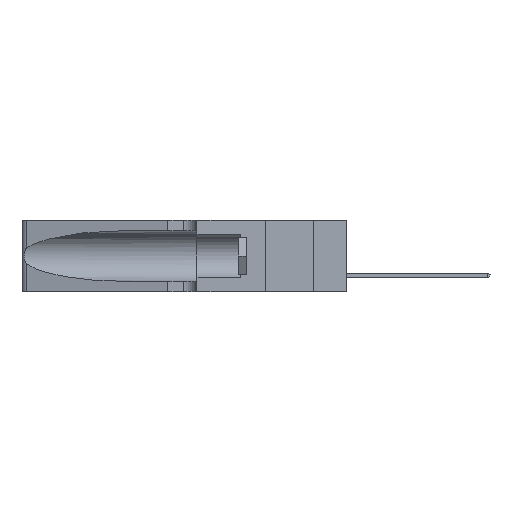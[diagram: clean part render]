
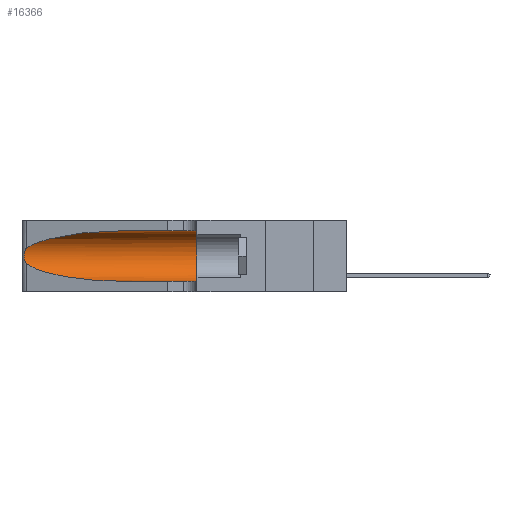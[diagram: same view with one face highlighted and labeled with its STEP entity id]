
A CAD part, left-side view. The second image highlights one B-rep face of the part: STEP entity #16366.
In plain terms, the highlighted cylindrical face has radius 3.308 mm (diameter 6.617 mm), a partial arc.
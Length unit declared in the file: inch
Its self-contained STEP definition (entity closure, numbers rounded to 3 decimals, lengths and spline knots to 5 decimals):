
#241 = CARTESIAN_POINT ( 'NONE',  ( 0.1305, 0.72297, 0.31525 ) ) ;
#430 = ORIENTED_EDGE ( 'NONE', *, *, #29275, .F. ) ;
#578 = EDGE_CURVE ( 'NONE', #19405, #3886, #21391, .T. ) ;
#1034 = VERTEX_POINT ( 'NONE', #241 ) ;
#1247 = CARTESIAN_POINT ( 'NONE',  ( 0.26075, 1.23896, 0.19203 ) ) ;
#2434 = CARTESIAN_POINT ( 'NONE',  ( 0.25487, 1.22718, 0.14631 ) ) ;
#2451 = DIRECTION ( 'NONE',  ( 0., -1., 0. ) ) ;
#3100 = CARTESIAN_POINT ( 'NONE',  ( 0.1305, 0.35, 0.31525 ) ) ;
#3189 = CARTESIAN_POINT ( 'NONE',  ( 0.25555, 1.22994, 0.2215 ) ) ;
#3632 = CARTESIAN_POINT ( 'NONE',  ( 0.25487, 1.22718, 0.14631 ) ) ;
#3664 =( BOUNDED_CURVE ( )  B_SPLINE_CURVE ( 3, ( #13217, #6578, #21247, #12120 ),
 .UNSPECIFIED., .F., .F. ) 
 B_SPLINE_CURVE_WITH_KNOTS ( ( 4, 4 ),
 ( 1.5708, 2.84003 ),
 .UNSPECIFIED. ) 
 CURVE ( )  GEOMETRIC_REPRESENTATION_ITEM ( )  RATIONAL_B_SPLINE_CURVE ( ( 1., 0.87, 0.87, 1. ) ) 
 REPRESENTATION_ITEM ( '' )  );
#3886 = VERTEX_POINT ( 'NONE', #22248 ) ;
#5425 = VECTOR ( 'NONE', #2451, 39.37008 ) ;
#5549 = CARTESIAN_POINT ( 'NONE',  ( 0.25487, 1.22718, 0.22369 ) ) ;
#5898 = CARTESIAN_POINT ( 'NONE',  ( 0.25854, 1.2359, 0.20912 ) ) ;
#6319 = CARTESIAN_POINT ( 'NONE',  ( 0.26018, 1.23835, 0.19895 ) ) ;
#6578 = CARTESIAN_POINT ( 'NONE',  ( 0.18966, 0.96281, 0.31525 ) ) ;
#7782 = ORIENTED_EDGE ( 'NONE', *, *, #8907, .T. ) ;
#7823 = EDGE_LOOP ( 'NONE', ( #7782, #15125, #11992, #24251, #430, #11502 ) ) ;
#8907 = EDGE_CURVE ( 'NONE', #1034, #21113, #3664, .T. ) ;
#10207 = CARTESIAN_POINT ( 'NONE',  ( 0.1305, 0.35, 0.185 ) ) ;
#10307 = CARTESIAN_POINT ( 'NONE',  ( 0.25639, 1.23184, 0.21858 ) ) ;
#11033 = EDGE_CURVE ( 'NONE', #1034, #24662, #16745, .T. ) ;
#11301 = AXIS2_PLACEMENT_3D ( 'NONE', #29507, #22906, #11396 ) ;
#11396 = DIRECTION ( 'NONE',  ( 0., 0., -1. ) ) ;
#11502 = ORIENTED_EDGE ( 'NONE', *, *, #11033, .F. ) ;
#11992 = ORIENTED_EDGE ( 'NONE', *, *, #28981, .T. ) ;
#12120 = CARTESIAN_POINT ( 'NONE',  ( 0.25487, 1.22718, 0.22369 ) ) ;
#12255 = AXIS2_PLACEMENT_3D ( 'NONE', #10207, #14764, #14963 ) ;
#12556 = CIRCLE ( 'NONE', #12255, 0.13025 ) ;
#13217 = CARTESIAN_POINT ( 'NONE',  ( 0.1305, 0.72297, 0.31525 ) ) ;
#13899 = CARTESIAN_POINT ( 'NONE',  ( 0.1305, 0.72297, 0.05475 ) ) ;
#13903 = VERTEX_POINT ( 'NONE', #2434 ) ;
#14085 = CARTESIAN_POINT ( 'NONE',  ( 0.18966, 0.96281, 0.05475 ) ) ;
#14764 = DIRECTION ( 'NONE',  ( 0., 1., 0. ) ) ;
#14963 = DIRECTION ( 'NONE',  ( 0., 0., 1. ) ) ;
#15125 = ORIENTED_EDGE ( 'NONE', *, *, #27987, .T. ) ;
#16366 = ADVANCED_FACE ( 'NONE', ( #29342 ), #23847, .F. ) ;
#16491 = CARTESIAN_POINT ( 'NONE',  ( 0.2373, 1.15595, 0.08982 ) ) ;
#16745 = LINE ( 'NONE', #23331, #5425 ) ;
#16987 = CARTESIAN_POINT ( 'NONE',  ( 0.25487, 1.22718, 0.22369 ) ) ;
#19405 = VERTEX_POINT ( 'NONE', #27486 ) ;
#19489 = CARTESIAN_POINT ( 'NONE',  ( 0.1305, 1.61858, 0.05475 ) ) ;
#21113 = VERTEX_POINT ( 'NONE', #5549 ) ;
#21247 = CARTESIAN_POINT ( 'NONE',  ( 0.2373, 1.15595, 0.28018 ) ) ;
#21391 = LINE ( 'NONE', #19489, #28674 ) ;
#22131 = CARTESIAN_POINT ( 'NONE',  ( 0.26017, 1.23833, 0.17102 ) ) ;
#22248 = CARTESIAN_POINT ( 'NONE',  ( 0.1305, 0.35, 0.05475 ) ) ;
#22341 = CARTESIAN_POINT ( 'NONE',  ( 0.25856, 1.23593, 0.16098 ) ) ;
#22906 = DIRECTION ( 'NONE',  ( 0., -1., 0. ) ) ;
#23331 = CARTESIAN_POINT ( 'NONE',  ( 0.1305, 1.61858, 0.31525 ) ) ;
#23847 = CYLINDRICAL_SURFACE ( 'NONE', #11301, 0.13025 ) ;
#24251 = ORIENTED_EDGE ( 'NONE', *, *, #578, .T. ) ;
#24362 = DIRECTION ( 'NONE',  ( 0., -1., 0. ) ) ;
#24662 = VERTEX_POINT ( 'NONE', #3100 ) ;
#24802 = CARTESIAN_POINT ( 'NONE',  ( 0.25789, 1.23486, 0.15765 ) ) ;
#24910 = CARTESIAN_POINT ( 'NONE',  ( 0.26075, 1.23896, 0.178 ) ) ;
#26594 = B_SPLINE_CURVE_WITH_KNOTS ( 'NONE', 3,
 ( #16987, #3189, #10307, #26934, #5898, #6319, #1247, #24910, #22131, #22341, #24802, #27125, #26832, #3632 ),
 .UNSPECIFIED., .F., .F.,
 ( 4, 2, 2, 2, 2, 2, 4 ),
 ( 0., 0.00027, 0.00053, 0.00107, 0.0016, 0.00187, 0.00214 ),
 .UNSPECIFIED. ) ;
#26832 = CARTESIAN_POINT ( 'NONE',  ( 0.25555, 1.22993, 0.14849 ) ) ;
#26934 = CARTESIAN_POINT ( 'NONE',  ( 0.25787, 1.23484, 0.2124 ) ) ;
#27125 = CARTESIAN_POINT ( 'NONE',  ( 0.25639, 1.23186, 0.15144 ) ) ;
#27486 = CARTESIAN_POINT ( 'NONE',  ( 0.1305, 0.72297, 0.05475 ) ) ;
#27661 = CARTESIAN_POINT ( 'NONE',  ( 0.25487, 1.22718, 0.14631 ) ) ;
#27987 = EDGE_CURVE ( 'NONE', #21113, #13903, #26594, .T. ) ;
#28674 = VECTOR ( 'NONE', #24362, 39.37008 ) ;
#28981 = EDGE_CURVE ( 'NONE', #13903, #19405, #29388, .T. ) ;
#29275 = EDGE_CURVE ( 'NONE', #24662, #3886, #12556, .T. ) ;
#29342 = FACE_OUTER_BOUND ( 'NONE', #7823, .T. ) ;
#29388 =( BOUNDED_CURVE ( )  B_SPLINE_CURVE ( 3, ( #27661, #16491, #14085, #13899 ),
 .UNSPECIFIED., .F., .F. ) 
 B_SPLINE_CURVE_WITH_KNOTS ( ( 4, 4 ),
 ( 3.44316, 4.71239 ),
 .UNSPECIFIED. ) 
 CURVE ( )  GEOMETRIC_REPRESENTATION_ITEM ( )  RATIONAL_B_SPLINE_CURVE ( ( 1., 0.87, 0.87, 1. ) ) 
 REPRESENTATION_ITEM ( '' )  );
#29507 = CARTESIAN_POINT ( 'NONE',  ( 0.1305, 1.61858, 0.185 ) ) ;
